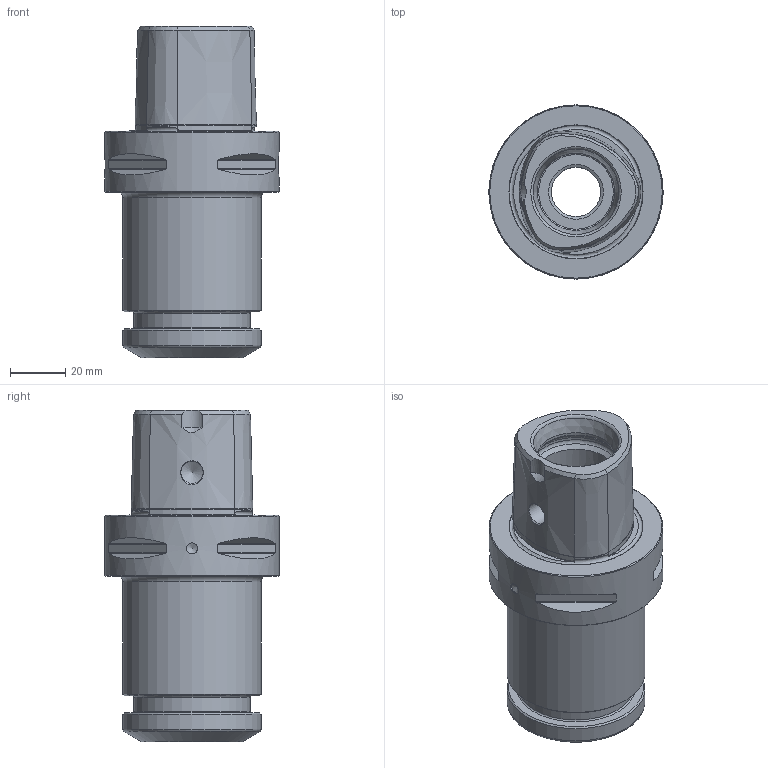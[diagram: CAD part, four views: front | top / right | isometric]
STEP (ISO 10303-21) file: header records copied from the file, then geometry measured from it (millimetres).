
FILE_DESCRIPTION(/* description */ (''),/* implementation_level */ '2;1');
FILE_NAME(/* name */ '280673240.stp',/* time_stamp */ '2021-01-12T12:38:43',/* author */ ('LRA'),/* organization */ ('REGO-FIX'),/* preprocessor_version */ ' Unknown',/* originating_system */ 'SIEMENS PLM Software Solid Edge ST10',/* authorization */ 'Unknown');
FILE_SCHEMA (('AUTOMOTIVE_DESIGN { 1 0 10303 214 2 1 1}'));
Length unit declared in the file: millimetre
Products named in the file (1): NOCUT
Bounding box: 63 x 63 x 120 mm (x, y, z)
Volume: 156181 mm3; surface area: 35559.2 mm2
Topology: 1 solids, 1 shells, 115 faces, 279 edges, 173 vertices
Faces by surface type: cone 60, plane 23, cylinder 22, torus 10
Full cylindrical faces by diameter (mm): 4 x1, 8.1 x2, 17.835 x2, 28 x2, 32 x1, 33 x1, 42 x1, 50 x2, 63 x1
Entity records: 3956 total; most frequent: CARTESIAN_POINT 757, DIRECTION 492, ORIENTED_EDGE 436, EDGE_CURVE 218, AXIS2_PLACEMENT_3D 216, FACE_BOUND 169, EDGE_LOOP 166, VERTEX_POINT 155
